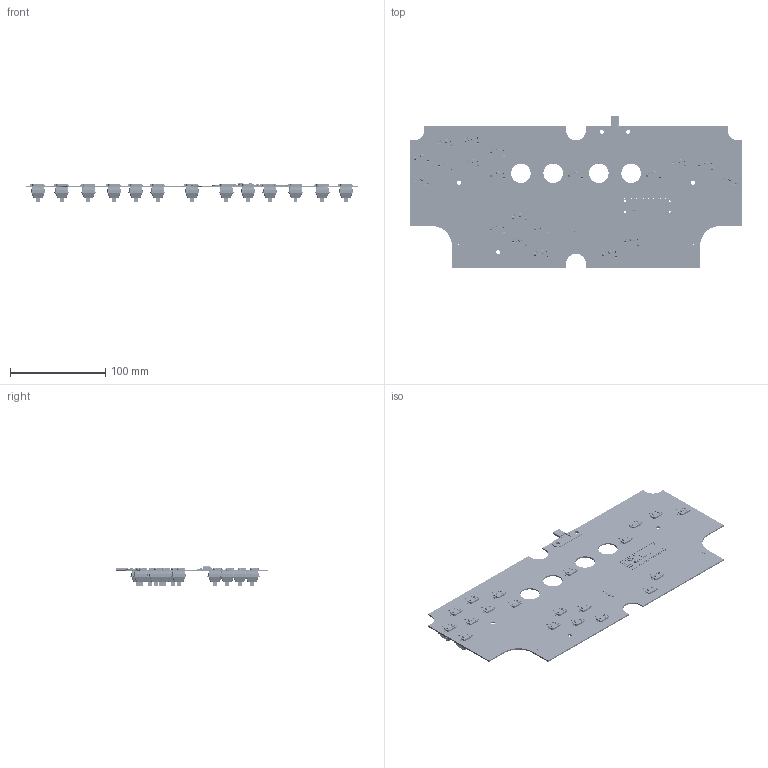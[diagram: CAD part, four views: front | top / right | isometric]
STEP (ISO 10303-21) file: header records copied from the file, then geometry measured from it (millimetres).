
FILE_DESCRIPTION(/* description */ (''),/* implementation_level */ '2;1');
FILE_NAME(/* name */ 'SergioPico_PCB.step',/* time_stamp */ '2022-09-12T17:38:40-04:00',/* author */ (''),/* organization */ (''),/* preprocessor_version */ 'ST-DEVELOPER v19',/* originating_system */ 'Autodesk Translation Framework v11.7.0.108',/* authorisation */ '');
FILE_SCHEMA (('AUTOMOTIVE_DESIGN { 1 0 10303 214 3 1 1 }'));
Length unit declared in the file: millimetre
Products named in the file (18): SergioPico_PCB; Pico-R3; COMPOUND (2); D_SOD-123; SOLID (3); R_0603_1608Metric; SOLID (1); SergioPico_USB; COMPOUND; SOT-23; SOLID (4); C_0603_1608Metric; SOLID (2); CherryMX Switch; SOLID (5); kailh cherry socket soldered; COMPOUND (1); SergioPico PCB
Assembly tree (55 placements, depth 3):
  SergioPico_PCB
    Pico-R3
      COMPOUND (2)
    D_SOD-123
      SOLID (3)
    R_0603_1608Metric
      SOLID (1)
    SergioPico_USB
      COMPOUND
    SOT-23
      SOLID (4)
    C_0603_1608Metric
      SOLID (2)
    CherryMX Switch  x20
      SOLID (5)
    kailh cherry socket soldered  x20
      COMPOUND (1)
    SergioPico PCB
Bounding box: 349.3 x 159.87 x 20.13 mm (x, y, z)
Volume: 115425.3 mm3; surface area: 127410.1 mm2
Topology: 147 solids, 147 shells, 7035 faces, 19072 edges, 12286 vertices
Faces by surface type: plane 4632, cylinder 1721, bspline 580, cone 100, torus 2
Full cylindrical faces by diameter (mm): 0.762 x4, 1 x55, 1.02 x40, 1.5 x40, 1.6 x40, 1.9 x40, 2.1 x8, 2.9 x40, 3 x40, 3.85 x20, 4.1 x20, 4.3 x7, 20.6 x4
Entity records: 51697 total; most frequent: CARTESIAN_POINT 10694, DIRECTION 8391, ORIENTED_EDGE 8210, EDGE_CURVE 4105, AXIS2_PLACEMENT_3D 2843, VERTEX_POINT 2748, LINE 2705, VECTOR 2705
